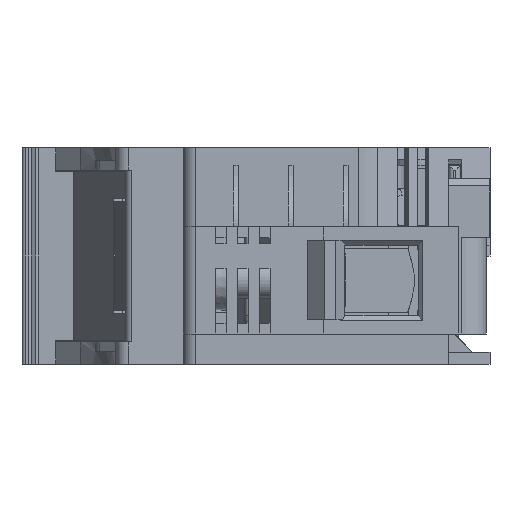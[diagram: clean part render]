
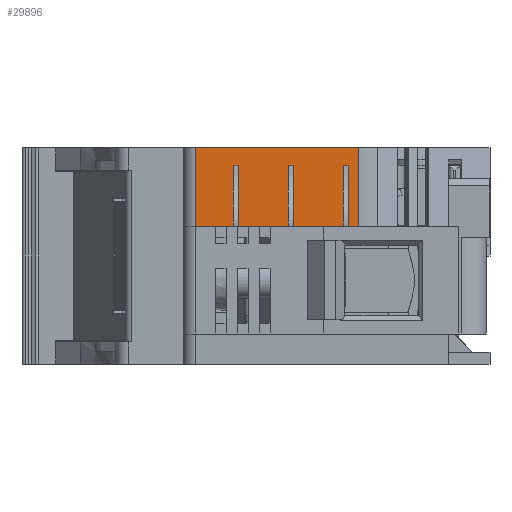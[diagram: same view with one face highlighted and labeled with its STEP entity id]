
A CAD part, left-side view. The second image highlights one B-rep face of the part: STEP entity #29896.
In plain terms, the highlighted planar face has unit normal (-1, 0, 0).
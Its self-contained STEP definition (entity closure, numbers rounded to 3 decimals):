
#2332=FACE_OUTER_BOUND('',#3878,.T.);
#3878=EDGE_LOOP('',(#24271,#24272,#24273,#24274,#24275,#24276,#24277,#24278,
#24279,#24280,#24281,#24282,#24283,#24284,#24285,#24286));
#5833=LINE('',#41486,#9254);
#5837=LINE('',#41494,#9258);
#5841=LINE('',#41502,#9262);
#5845=LINE('',#41510,#9266);
#7144=LINE('',#45117,#10565);
#7837=LINE('',#46964,#11258);
#7838=LINE('',#46967,#11259);
#7839=LINE('',#46968,#11260);
#7840=LINE('',#46970,#11261);
#7841=LINE('',#46972,#11262);
#7842=LINE('',#46973,#11263);
#7843=LINE('',#46975,#11264);
#7844=LINE('',#46977,#11265);
#7845=LINE('',#46978,#11266);
#7846=LINE('',#46980,#11267);
#7847=LINE('',#46981,#11268);
#9254=VECTOR('',#33487,1.754);
#9258=VECTOR('',#33491,8.2);
#9262=VECTOR('',#33495,8.2);
#9266=VECTOR('',#33499,6.2);
#10565=VECTOR('',#36110,26.754);
#11258=VECTOR('',#37531,13.);
#11259=VECTOR('',#37534,10.);
#11260=VECTOR('',#37535,13.);
#11261=VECTOR('',#37536,10.);
#11262=VECTOR('',#37537,0.8);
#11263=VECTOR('',#37538,10.);
#11264=VECTOR('',#37539,10.);
#11265=VECTOR('',#37540,0.8);
#11266=VECTOR('',#37541,10.);
#11267=VECTOR('',#37542,10.);
#11268=VECTOR('',#37543,0.8);
#12635=VERTEX_POINT('',#41483);
#12636=VERTEX_POINT('',#41485);
#12639=VERTEX_POINT('',#41491);
#12640=VERTEX_POINT('',#41493);
#12643=VERTEX_POINT('',#41499);
#12644=VERTEX_POINT('',#41501);
#12647=VERTEX_POINT('',#41507);
#12648=VERTEX_POINT('',#41509);
#13859=VERTEX_POINT('',#45114);
#13860=VERTEX_POINT('',#45116);
#14447=VERTEX_POINT('',#46966);
#14448=VERTEX_POINT('',#46969);
#14449=VERTEX_POINT('',#46971);
#14450=VERTEX_POINT('',#46974);
#14451=VERTEX_POINT('',#46976);
#14452=VERTEX_POINT('',#46979);
#15571=EDGE_CURVE('',#12636,#12635,#5833,.T.);
#15575=EDGE_CURVE('',#12640,#12639,#5837,.T.);
#15579=EDGE_CURVE('',#12644,#12643,#5841,.T.);
#15583=EDGE_CURVE('',#12648,#12647,#5845,.T.);
#17210=EDGE_CURVE('',#13859,#13860,#7144,.T.);
#18063=EDGE_CURVE('',#12635,#13860,#7837,.T.);
#18064=EDGE_CURVE('',#12636,#14447,#7838,.T.);
#18065=EDGE_CURVE('',#13859,#12648,#7839,.T.);
#18066=EDGE_CURVE('',#12647,#14448,#7840,.T.);
#18067=EDGE_CURVE('',#14449,#14448,#7841,.T.);
#18068=EDGE_CURVE('',#12644,#14449,#7842,.T.);
#18069=EDGE_CURVE('',#12643,#14450,#7843,.T.);
#18070=EDGE_CURVE('',#14451,#14450,#7844,.T.);
#18071=EDGE_CURVE('',#12640,#14451,#7845,.T.);
#18072=EDGE_CURVE('',#12639,#14452,#7846,.T.);
#18073=EDGE_CURVE('',#14447,#14452,#7847,.T.);
#24271=ORIENTED_EDGE('',*,*,#18064,.F.);
#24272=ORIENTED_EDGE('',*,*,#15571,.T.);
#24273=ORIENTED_EDGE('',*,*,#18063,.T.);
#24274=ORIENTED_EDGE('',*,*,#17210,.F.);
#24275=ORIENTED_EDGE('',*,*,#18065,.T.);
#24276=ORIENTED_EDGE('',*,*,#15583,.T.);
#24277=ORIENTED_EDGE('',*,*,#18066,.T.);
#24278=ORIENTED_EDGE('',*,*,#18067,.F.);
#24279=ORIENTED_EDGE('',*,*,#18068,.F.);
#24280=ORIENTED_EDGE('',*,*,#15579,.T.);
#24281=ORIENTED_EDGE('',*,*,#18069,.T.);
#24282=ORIENTED_EDGE('',*,*,#18070,.F.);
#24283=ORIENTED_EDGE('',*,*,#18071,.F.);
#24284=ORIENTED_EDGE('',*,*,#15575,.T.);
#24285=ORIENTED_EDGE('',*,*,#18072,.T.);
#24286=ORIENTED_EDGE('',*,*,#18073,.F.);
#28633=PLANE('',#31853);
#29896=ADVANCED_FACE('',(#2332),#28633,.F.);
#31853=AXIS2_PLACEMENT_3D('',#46965,#37532,#37533);
#33487=DIRECTION('',(0.,-1.,0.));
#33491=DIRECTION('',(0.,-1.,0.));
#33495=DIRECTION('',(0.,-1.,0.));
#33499=DIRECTION('',(0.,-1.,0.));
#36110=DIRECTION('',(0.,-1.,0.));
#37531=DIRECTION('',(0.,0.,1.));
#37532=DIRECTION('center_axis',(1.,0.,0.));
#37533=DIRECTION('ref_axis',(0.,-1.,0.));
#37534=DIRECTION('',(0.,0.,1.));
#37535=DIRECTION('',(0.,0.,-1.));
#37536=DIRECTION('',(0.,0.,1.));
#37537=DIRECTION('',(0.,1.,0.));
#37538=DIRECTION('',(0.,0.,1.));
#37539=DIRECTION('',(0.,0.,1.));
#37540=DIRECTION('',(0.,1.,0.));
#37541=DIRECTION('',(0.,0.,1.));
#37542=DIRECTION('',(0.,0.,1.));
#37543=DIRECTION('',(0.,1.,0.));
#41483=CARTESIAN_POINT('',(-54.,-28.754,4.8));
#41485=CARTESIAN_POINT('',(-54.,-27.,4.8));
#41486=CARTESIAN_POINT('',(-54.,-27.,4.8));
#41491=CARTESIAN_POINT('',(-54.,-26.2,4.8));
#41493=CARTESIAN_POINT('',(-54.,-18.,4.8));
#41494=CARTESIAN_POINT('',(-54.,-18.,4.8));
#41499=CARTESIAN_POINT('',(-54.,-17.2,4.8));
#41501=CARTESIAN_POINT('',(-54.,-9.,4.8));
#41502=CARTESIAN_POINT('',(-54.,-9.,4.8));
#41507=CARTESIAN_POINT('',(-54.,-8.2,4.8));
#41509=CARTESIAN_POINT('',(-54.,-2.,4.8));
#41510=CARTESIAN_POINT('',(-54.,-2.,4.8));
#45114=CARTESIAN_POINT('',(-54.,-2.,17.8));
#45116=CARTESIAN_POINT('',(-54.,-28.754,17.8));
#45117=CARTESIAN_POINT('',(-54.,-2.,17.8));
#46964=CARTESIAN_POINT('',(-54.,-28.754,4.8));
#46965=CARTESIAN_POINT('Origin',(-54.,0.,4.8));
#46966=CARTESIAN_POINT('',(-54.,-27.,14.8));
#46967=CARTESIAN_POINT('',(-54.,-27.,4.8));
#46968=CARTESIAN_POINT('',(-54.,-2.,17.8));
#46969=CARTESIAN_POINT('',(-54.,-8.2,14.8));
#46970=CARTESIAN_POINT('',(-54.,-8.2,4.8));
#46971=CARTESIAN_POINT('',(-54.,-9.,14.8));
#46972=CARTESIAN_POINT('',(-54.,-9.,14.8));
#46973=CARTESIAN_POINT('',(-54.,-9.,4.8));
#46974=CARTESIAN_POINT('',(-54.,-17.2,14.8));
#46975=CARTESIAN_POINT('',(-54.,-17.2,4.8));
#46976=CARTESIAN_POINT('',(-54.,-18.,14.8));
#46977=CARTESIAN_POINT('',(-54.,-18.,14.8));
#46978=CARTESIAN_POINT('',(-54.,-18.,4.8));
#46979=CARTESIAN_POINT('',(-54.,-26.2,14.8));
#46980=CARTESIAN_POINT('',(-54.,-26.2,4.8));
#46981=CARTESIAN_POINT('',(-54.,-27.,14.8));
